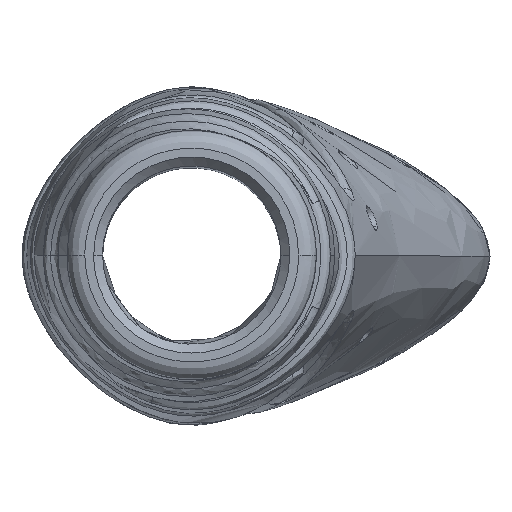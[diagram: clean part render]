
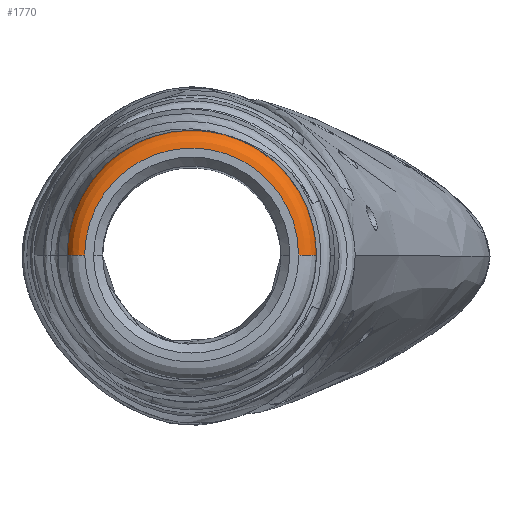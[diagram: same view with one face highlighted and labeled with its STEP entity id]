
A CAD part, top view. The second image highlights one B-rep face of the part: STEP entity #1770.
In plain terms, the highlighted free-form (B-spline) face has degree [2, 2] with [5, 3] control points.
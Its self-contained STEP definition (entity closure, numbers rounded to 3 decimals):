
#1770 = ADVANCED_FACE('',(#1771),#1809,.T.);
#1771 = FACE_BOUND('',#1772,.T.);
#1772 = EDGE_LOOP('',(#1773,#1785,#1793,#1803));
#1773 = ORIENTED_EDGE('',*,*,#1774,.F.);
#1774 = EDGE_CURVE('',#1775,#1777,#1779,.T.);
#1775 = VERTEX_POINT('',#1776);
#1776 = CARTESIAN_POINT('',(-20.213,0.,
    -2.888));
#1777 = VERTEX_POINT('',#1778);
#1778 = CARTESIAN_POINT('',(20.213,0.,-2.888));
#1779 = ( BOUNDED_CURVE() B_SPLINE_CURVE(2,(#1780,#1781,#1782,#1783,
#1784),.UNSPECIFIED.,.F.,.F.) B_SPLINE_CURVE_WITH_KNOTS((3,2,3),(
    3.142,4.712,6.283),
.PIECEWISE_BEZIER_KNOTS.) CURVE() GEOMETRIC_REPRESENTATION_ITEM() 
RATIONAL_B_SPLINE_CURVE((1.,0.707,1.,0.707,1.)) 
REPRESENTATION_ITEM('') );
#1780 = CARTESIAN_POINT('',(-20.213,0.,
    -2.888));
#1781 = CARTESIAN_POINT('',(-20.213,20.213,
    -2.888));
#1782 = CARTESIAN_POINT('',(0.,20.213,
    -2.888));
#1783 = CARTESIAN_POINT('',(20.213,20.213,
    -2.888));
#1784 = CARTESIAN_POINT('',(20.213,0.,
    -2.888));
#1785 = ORIENTED_EDGE('',*,*,#1786,.T.);
#1786 = EDGE_CURVE('',#1775,#1787,#1789,.T.);
#1787 = VERTEX_POINT('',#1788);
#1788 = CARTESIAN_POINT('',(-17.325,0.,0.));
#1789 = ( BOUNDED_CURVE() B_SPLINE_CURVE(2,(#1790,#1791,#1792),
.UNSPECIFIED.,.F.,.F.) B_SPLINE_CURVE_WITH_KNOTS((3,3),(0.,
1.571),.PIECEWISE_BEZIER_KNOTS.) CURVE() 
GEOMETRIC_REPRESENTATION_ITEM() RATIONAL_B_SPLINE_CURVE((1.,
0.707,1.)) REPRESENTATION_ITEM('') );
#1790 = CARTESIAN_POINT('',(-20.213,0.,
    -2.888));
#1791 = CARTESIAN_POINT('',(-20.213,0.,
    0.));
#1792 = CARTESIAN_POINT('',(-17.325,0.,
    0.));
#1793 = ORIENTED_EDGE('',*,*,#1794,.F.);
#1794 = EDGE_CURVE('',#1795,#1787,#1797,.T.);
#1795 = VERTEX_POINT('',#1796);
#1796 = CARTESIAN_POINT('',(17.325,0.,0.));
#1797 = ( BOUNDED_CURVE() B_SPLINE_CURVE(2,(#1798,#1799,#1800,#1801,
#1802),.UNSPECIFIED.,.F.,.F.) B_SPLINE_CURVE_WITH_KNOTS((3,2,3),(0.,
1.571,3.142),.PIECEWISE_BEZIER_KNOTS.) CURVE() 
GEOMETRIC_REPRESENTATION_ITEM() RATIONAL_B_SPLINE_CURVE((1.,
0.707,1.,0.707,1.)) REPRESENTATION_ITEM('') );
#1798 = CARTESIAN_POINT('',(17.325,0.,0.));
#1799 = CARTESIAN_POINT('',(17.325,17.325,0.));
#1800 = CARTESIAN_POINT('',(0.,17.325,0.));
#1801 = CARTESIAN_POINT('',(-17.325,17.325,0.));
#1802 = CARTESIAN_POINT('',(-17.325,0.,0.));
#1803 = ORIENTED_EDGE('',*,*,#1804,.F.);
#1804 = EDGE_CURVE('',#1777,#1795,#1805,.T.);
#1805 = ( BOUNDED_CURVE() B_SPLINE_CURVE(2,(#1806,#1807,#1808),
.UNSPECIFIED.,.F.,.F.) B_SPLINE_CURVE_WITH_KNOTS((3,3),(1.571,
3.142),.PIECEWISE_BEZIER_KNOTS.) CURVE() 
GEOMETRIC_REPRESENTATION_ITEM() RATIONAL_B_SPLINE_CURVE((1.,
0.707,1.)) REPRESENTATION_ITEM('') );
#1806 = CARTESIAN_POINT('',(20.213,0.,-2.888));
#1807 = CARTESIAN_POINT('',(20.213,0.,0.));
#1808 = CARTESIAN_POINT('',(17.325,0.,0.));
#1809 = ( BOUNDED_SURFACE() B_SPLINE_SURFACE(2,2,(
    (#1810,#1811,#1812)
    ,(#1813,#1814,#1815)
    ,(#1816,#1817,#1818)
    ,(#1819,#1820,#1821)
    ,(#1822,#1823,#1824
)),.UNSPECIFIED.,.F.,.F.,.F.) B_SPLINE_SURFACE_WITH_KNOTS((3,2,3),(3,3),
  (0.,1.571,3.142),(0.,1.571),
.PIECEWISE_BEZIER_KNOTS.) GEOMETRIC_REPRESENTATION_ITEM() 
RATIONAL_B_SPLINE_SURFACE((
    (1.,0.707,1.)
    ,(0.707,0.5,0.707)
    ,(1.,0.707,1.)
    ,(0.707,0.5,0.707)
,(1.,0.707,1.))) REPRESENTATION_ITEM('') SURFACE() );
#1810 = CARTESIAN_POINT('',(20.213,0.,-2.888));
#1811 = CARTESIAN_POINT('',(20.213,0.,0.));
#1812 = CARTESIAN_POINT('',(17.325,0.,0.));
#1813 = CARTESIAN_POINT('',(20.213,20.213,
    -2.888));
#1814 = CARTESIAN_POINT('',(20.213,20.213,
    0.));
#1815 = CARTESIAN_POINT('',(17.325,17.325,
    0.));
#1816 = CARTESIAN_POINT('',(0.,20.213,
    -2.888));
#1817 = CARTESIAN_POINT('',(0.,20.213,
    0.));
#1818 = CARTESIAN_POINT('',(0.,17.325,
    0.));
#1819 = CARTESIAN_POINT('',(-20.213,20.213,
    -2.888));
#1820 = CARTESIAN_POINT('',(-20.213,20.213,
    0.));
#1821 = CARTESIAN_POINT('',(-17.325,17.325,
    0.));
#1822 = CARTESIAN_POINT('',(-20.213,0.,
    -2.888));
#1823 = CARTESIAN_POINT('',(-20.213,0.,
    0.));
#1824 = CARTESIAN_POINT('',(-17.325,0.,
    0.));
